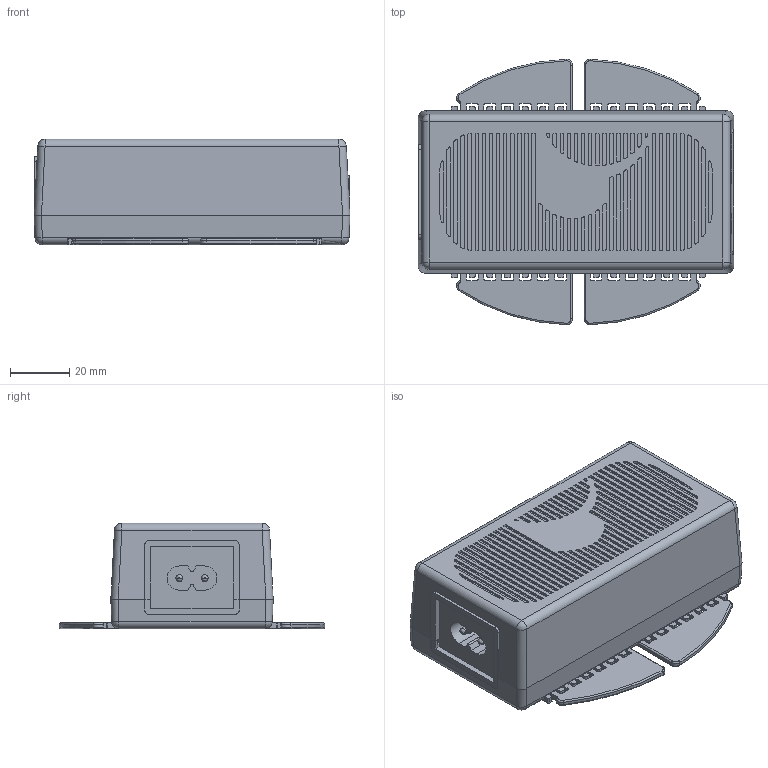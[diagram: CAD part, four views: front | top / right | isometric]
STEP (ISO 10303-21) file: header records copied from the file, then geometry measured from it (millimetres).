
FILE_DESCRIPTION((''),'2;1');
FILE_NAME('1548_ASM_ASM','2022-01-21T14:15:23',('rd05'),(''),'CREO PARAMETRIC BY PTC INC, 2018050','CREO PARAMETRIC BY PTC INC, 2018050','');
FILE_SCHEMA(('CONFIG_CONTROL_DESIGN','GEOMETRIC_VALIDATION_PROPERTIES_MIM'));
Length unit declared in the file: millimetre
Products named in the file (10): TOP_14; BOTTOM_11; PCB_5; DATA_4; HS1_5; SUBBOARD_4; PCB_ASSY_ASM_7_ASM; AC-2PIN_8; 1548_ASM_21_ASM; 1548_ASM_ASM
Assembly tree (10 placements, depth 4):
  1548_ASM_ASM
    1548_ASM_21_ASM
      TOP_14
      BOTTOM_11
      PCB_ASSY_ASM_7_ASM
        PCB_5
        DATA_4  x2
        HS1_5
        SUBBOARD_4
      AC-2PIN_8
Bounding box: 107 x 89.94 x 35.7 mm (x, y, z)
Volume: 75151 mm3; surface area: 70220.6 mm2
Topology: 8 solids, 8 shells, 1699 faces, 4703 edges, 3094 vertices
Faces by surface type: plane 1165, cylinder 478, torus 24, sphere 16, cone 8, bspline 8
Entity records: 55358 total; most frequent: CARTESIAN_POINT 10198, ORIENTED_EDGE 9350, DIRECTION 9073, EDGE_CURVE 4675, VECTOR 3519, LINE 3519, VERTEX_POINT 3086, AXIS2_PLACEMENT_3D 2777
